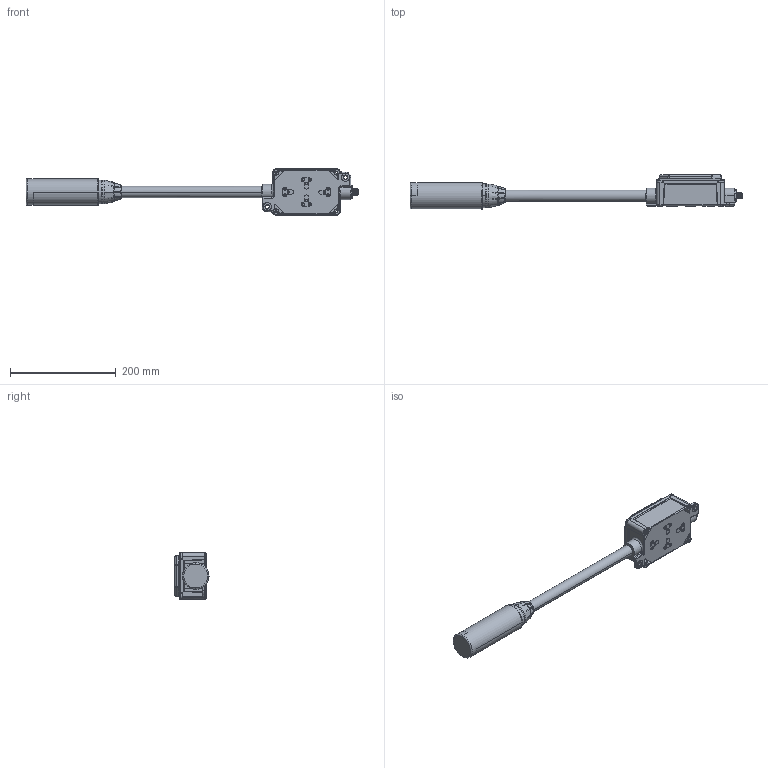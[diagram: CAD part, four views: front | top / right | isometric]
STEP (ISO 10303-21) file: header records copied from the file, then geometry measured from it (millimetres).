
FILE_DESCRIPTION((''),'2;1');
FILE_NAME('232607_SM01_ASM','2023-06-02T10:38:38',('banengservice'),('BANNER ENGINEERING'),'CREO PARAMETRIC BY PTC INC, 2022414','CREO PARAMETRIC BY PTC INC, 2022414','');
FILE_SCHEMA(('CONFIG_CONTROL_DESIGN'));
Products named in the file (2): 232607_EP01; 232607_SM01_ASM
Assembly tree (1 placements, depth 2):
  232607_SM01_ASM
    232607_EP01
Bounding box: 628.1 x 64.62 x 87.63 mm (x, y, z)
Volume: 1024922.6 mm3; surface area: 127164 mm2
Topology: 1 solids, 1 shells, 934 faces, 2470 edges, 1538 vertices
Faces by surface type: cylinder 354, bspline 228, plane 191, cone 77, torus 76, sphere 8
Entity records: 73056 total; most frequent: CARTESIAN_POINT 51851, ORIENTED_EDGE 4940, DIRECTION 3718, EDGE_CURVE 2470, VERTEX_POINT 1538, AXIS2_PLACEMENT_3D 1434, EDGE_LOOP 996, FACE_OUTER_BOUND 934
